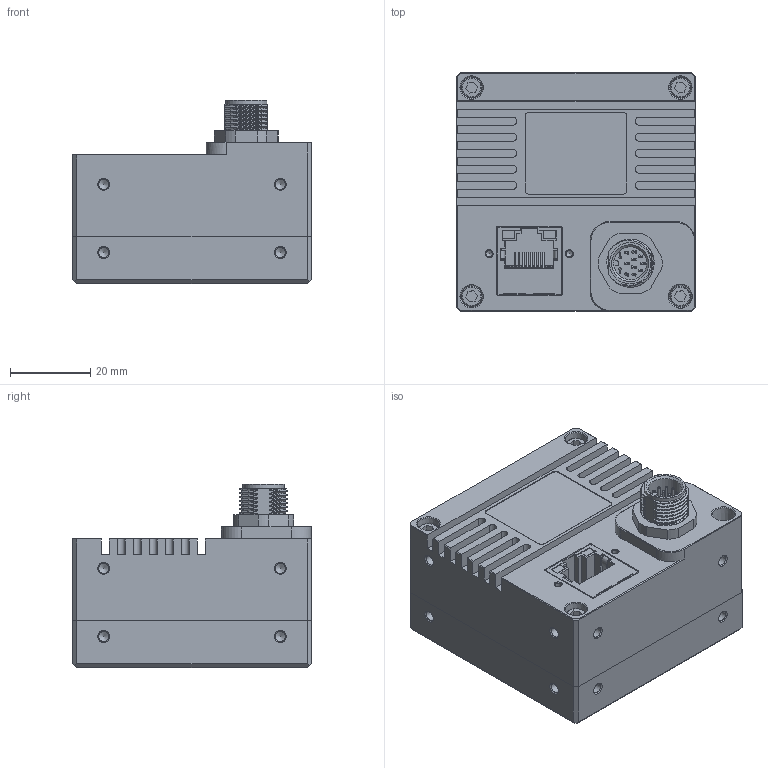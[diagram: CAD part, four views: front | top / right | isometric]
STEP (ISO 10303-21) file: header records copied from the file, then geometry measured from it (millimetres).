
FILE_DESCRIPTION(/* description */ (''),/* implementation_level */ '2;1');
FILE_NAME(/* name */ 'GELM41CM-V101.stp',/* time_stamp */ '2023-02-07T10:52:25+08:00',/* author */ (''),/* organization */ (''),/* preprocessor_version */ 'ST-DEVELOPER v16.7',/* originating_system */ 'SIEMENS PLM Software NX 12.0',/* authorisation */ '');
FILE_SCHEMA (('AUTOMOTIVE_DESIGN { 1 0 10303 214 3 1 1 1 }'));
Products named in the file (1): Admi3C0CCEFEovsf
Bounding box: 59.5 x 59.5 x 45.85 mm (x, y, z)
Volume: 104283.7 mm3; surface area: 38268.4 mm2
Topology: 52 solids, 69 shells, 1265 faces, 3316 edges, 2184 vertices
Faces by surface type: plane 771, cylinder 233, cone 109, bspline 75, extrusion 33, sphere 24, torus 20
Full cylindrical faces by diameter (mm): 0.6 x12, 1.1 x12, 1.6 x2, 2.5 x20, 3.3 x4, 5 x4, 10.3 x2, 42 x1, 43 x1
Entity records: 93734 total; most frequent: CARTESIAN_POINT 63876, ORIENTED_EDGE 5980, DIRECTION 5502, EDGE_CURVE 3076, VECTOR 2198, LINE 2165, VERTEX_POINT 2129, AXIS2_PLACEMENT_3D 1652
